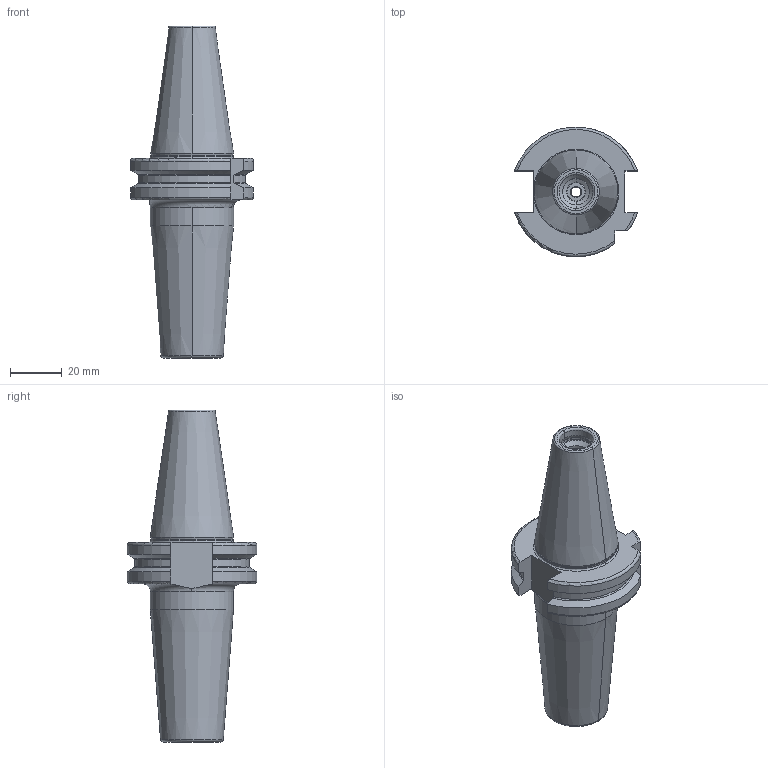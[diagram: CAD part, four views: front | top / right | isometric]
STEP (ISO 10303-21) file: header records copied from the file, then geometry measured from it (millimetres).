
FILE_DESCRIPTION((''),'2;1');
FILE_NAME('302_70_10','2020-08-25T',('104091'),(''),'CREO PARAMETRIC BY PTC INC, 2016260','CREO PARAMETRIC BY PTC INC, 2016260','');
FILE_SCHEMA(('CONFIG_CONTROL_DESIGN'));
Length unit declared in the file: millimetre
Products named in the file (1): 302_70_10
Bounding box: 47.34 x 49.9 x 127.8 mm (x, y, z)
Volume: 81852.2 mm3; surface area: 18850.6 mm2
Topology: 1 solids, 1 shells, 123 faces, 295 edges, 178 vertices
Faces by surface type: cylinder 33, torus 32, plane 30, cone 28
Entity records: 3823 total; most frequent: CARTESIAN_POINT 898, DIRECTION 644, ORIENTED_EDGE 586, EDGE_CURVE 293, AXIS2_PLACEMENT_3D 267, VERTEX_POINT 178, CIRCLE 141, EDGE_LOOP 131
